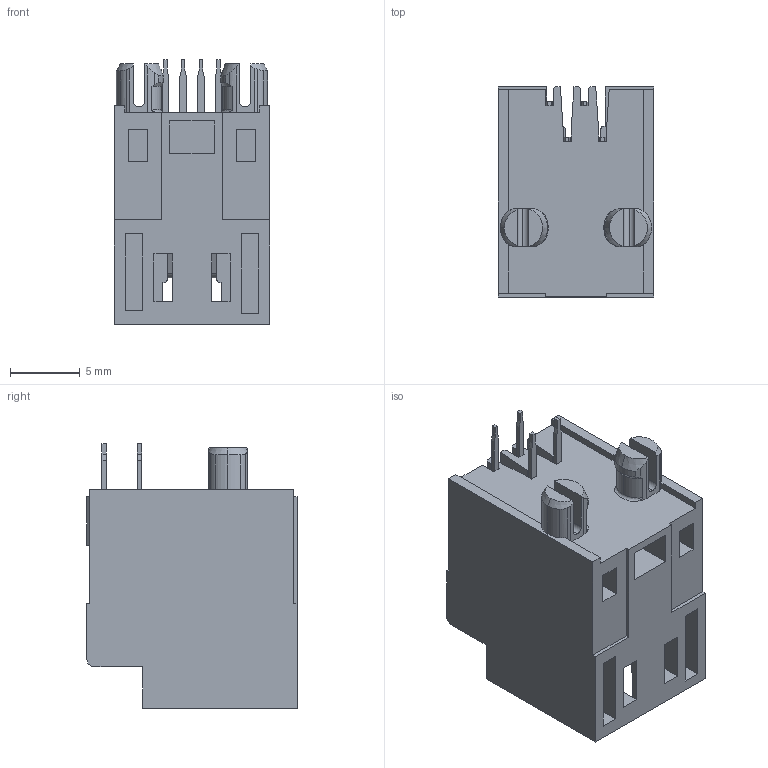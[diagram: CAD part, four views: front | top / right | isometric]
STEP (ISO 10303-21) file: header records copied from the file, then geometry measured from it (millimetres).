
FILE_DESCRIPTION (( 'STEP AP214' ), '1' );
FILE_NAME ('ACC-M-RJE1J-1PC-0001-REVT1.STEP', '2018-12-20T20:30:45', ( '' ), ( '' ), 'SwSTEP 2.0', 'SolidWorks 2018', '' );
FILE_SCHEMA (( 'AUTOMOTIVE_DESIGN' ));
Length unit declared in the file: millimetre
Products named in the file (1): ACC-M-RJE1J-1PC-0001-REVT1
Bounding box: 11.18 x 15.08 x 19 mm (x, y, z)
Volume: 1276.4 mm3; surface area: 2566.2 mm2
Topology: 9 solids, 9 shells, 884 faces, 2513 edges, 1648 vertices
Faces by surface type: plane 723, cylinder 104, bspline 39, cone 9, sphere 6, torus 3
Entity records: 39994 total; most frequent: CARTESIAN_POINT 7531, ORIENTED_EDGE 5002, DIRECTION 4254, EDGE_CURVE 2501, VECTOR 2176, LINE 2176, VERTEX_POINT 1648, AXIS2_PLACEMENT_3D 1039
